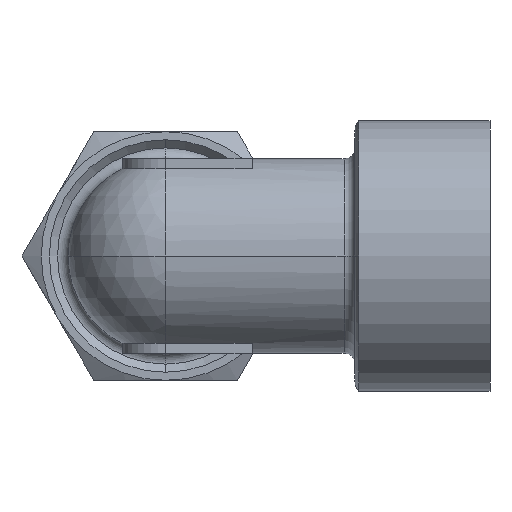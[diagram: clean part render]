
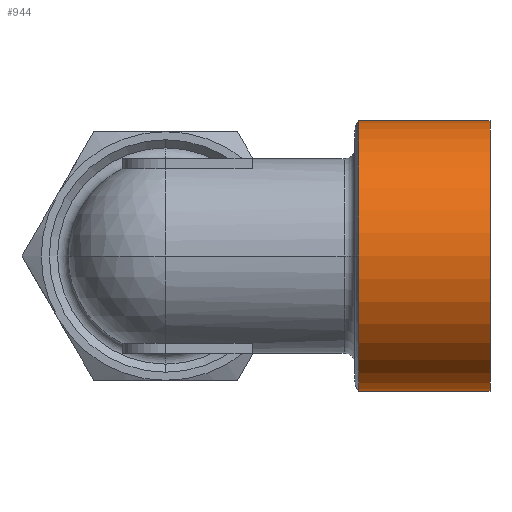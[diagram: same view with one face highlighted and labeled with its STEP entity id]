
A CAD part, left-side view. The second image highlights one B-rep face of the part: STEP entity #944.
In plain terms, the highlighted cylindrical face has radius 12.5 mm (diameter 25 mm), a partial arc.
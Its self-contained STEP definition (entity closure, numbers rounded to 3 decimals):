
#52 = EDGE_LOOP ( 'NONE', ( #1737, #1736, #2272, #2274, #2273 ) ) ;
#217 = VERTEX_POINT ( 'NONE', #431 ) ;
#222 = VERTEX_POINT ( 'NONE', #426 ) ;
#228 = VERTEX_POINT ( 'NONE', #420 ) ;
#229 = VERTEX_POINT ( 'NONE', #419 ) ;
#254 = VERTEX_POINT ( 'NONE', #394 ) ;
#394 = CARTESIAN_POINT ( 'NONE',  ( -12.5, 13.118, 0. ) ) ;
#419 = CARTESIAN_POINT ( 'NONE',  ( 0., 1., 12.5 ) ) ;
#420 = CARTESIAN_POINT ( 'NONE',  ( 0., 1., -12.5 ) ) ;
#426 = CARTESIAN_POINT ( 'NONE',  ( 0., 13.118, 12.5 ) ) ;
#431 = CARTESIAN_POINT ( 'NONE',  ( 0., 13.118, -12.5 ) ) ;
#795 = AXIS2_PLACEMENT_3D ( 'NONE', #1575, #1579, #1578 ) ;
#843 = AXIS2_PLACEMENT_3D ( 'NONE', #1122, #1123, #1124 ) ;
#849 = AXIS2_PLACEMENT_3D ( 'NONE', #1143, #1144, #1145 ) ;
#851 = AXIS2_PLACEMENT_3D ( 'NONE', #1149, #1150, #1151 ) ;
#944 = ADVANCED_FACE ( 'NONE', ( #1281 ), #1284, .T. ) ;
#1031 = DIRECTION ( 'NONE',  ( 0., -1., 0. ) ) ;
#1032 = CARTESIAN_POINT ( 'NONE',  ( 0., -2., 12.5 ) ) ;
#1036 = DIRECTION ( 'NONE',  ( 0., -1., 0. ) ) ;
#1037 = CARTESIAN_POINT ( 'NONE',  ( 0., -2., -12.5 ) ) ;
#1122 = CARTESIAN_POINT ( 'NONE',  ( 0., 13.118, 0. ) ) ;
#1123 = DIRECTION ( 'NONE',  ( 0., 1., 0. ) ) ;
#1124 = DIRECTION ( 'NONE',  ( 1., 0., 0. ) ) ;
#1143 = CARTESIAN_POINT ( 'NONE',  ( 0., 1., 0. ) ) ;
#1144 = DIRECTION ( 'NONE',  ( 0., -1., 0. ) ) ;
#1145 = DIRECTION ( 'NONE',  ( 0., 0., -1. ) ) ;
#1149 = CARTESIAN_POINT ( 'NONE',  ( 0., 13.118, 0. ) ) ;
#1150 = DIRECTION ( 'NONE',  ( 0., 1., 0. ) ) ;
#1151 = DIRECTION ( 'NONE',  ( 1., 0., 0. ) ) ;
#1281 = FACE_OUTER_BOUND ( 'NONE', #52, .T. ) ;
#1284 = CYLINDRICAL_SURFACE ( 'NONE', #795, 12.5 ) ;
#1348 = LINE ( 'NONE', #1032, #1352 ) ;
#1351 = LINE ( 'NONE', #1037, #1355 ) ;
#1352 = VECTOR ( 'NONE', #1031, 1000. ) ;
#1355 = VECTOR ( 'NONE', #1036, 1000. ) ;
#1390 = CIRCLE ( 'NONE', #843, 12.5 ) ;
#1401 = CIRCLE ( 'NONE', #849, 12.5 ) ;
#1403 = CIRCLE ( 'NONE', #851, 12.5 ) ;
#1575 = CARTESIAN_POINT ( 'NONE',  ( 0., -2., 0. ) ) ;
#1578 = DIRECTION ( 'NONE',  ( 0., 0., -1. ) ) ;
#1579 = DIRECTION ( 'NONE',  ( 0., -1., 0. ) ) ;
#1736 = ORIENTED_EDGE ( 'NONE', *, *, #2097, .F. ) ;
#1737 = ORIENTED_EDGE ( 'NONE', *, *, #2065, .F. ) ;
#2065 = EDGE_CURVE ( 'NONE', #222, #229, #1348, .T. ) ;
#2067 = EDGE_CURVE ( 'NONE', #217, #228, #1351, .T. ) ;
#2097 = EDGE_CURVE ( 'NONE', #254, #222, #1390, .T. ) ;
#2105 = EDGE_CURVE ( 'NONE', #229, #228, #1401, .T. ) ;
#2107 = EDGE_CURVE ( 'NONE', #217, #254, #1403, .T. ) ;
#2272 = ORIENTED_EDGE ( 'NONE', *, *, #2107, .F. ) ;
#2273 = ORIENTED_EDGE ( 'NONE', *, *, #2105, .F. ) ;
#2274 = ORIENTED_EDGE ( 'NONE', *, *, #2067, .T. ) ;
